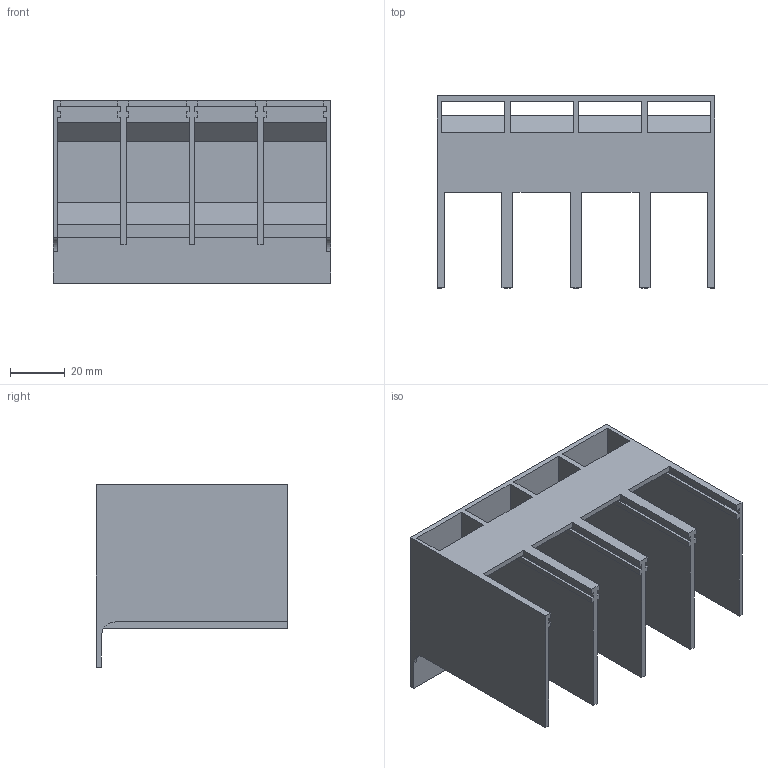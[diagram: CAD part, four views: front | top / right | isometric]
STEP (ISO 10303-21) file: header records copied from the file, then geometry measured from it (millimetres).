
FILE_DESCRIPTION(('CATIA V5 STEP Exchange'),'2;1');
FILE_NAME('1SDH001295R0129_1PA_001_00_XT1_4P_PLUG-IN_HTC_SUP.stp','2014-11-11T15:22:18+00:00',('none'),('none'),'CATIA Version 5 Release 20 SP 1 (IN-10)','CATIA V5 STEP AP214','none');
FILE_SCHEMA(('AUTOMOTIVE_DESIGN { 1 0 10303 214 1 1 1 1 }'));
Length unit declared in the file: millimetre
Products named in the file (1): 1SDH001295R0129_1PA_001_00_XT1_4P_PLUG-IN_HTC_SUP
Bounding box: 101.2 x 70 x 66.5 mm (x, y, z)
Volume: 61244.4 mm3; surface area: 65629.4 mm2
Topology: 1 solids, 1 shells, 118 faces, 360 edges, 240 vertices
Faces by surface type: plane 116, cylinder 2
Entity records: 3637 total; most frequent: ORIENTED_EDGE 720, CARTESIAN_POINT 661, DIRECTION 452, EDGE_CURVE 360, VECTOR 354, LINE 354, VERTEX_POINT 240, EDGE_LOOP 122
